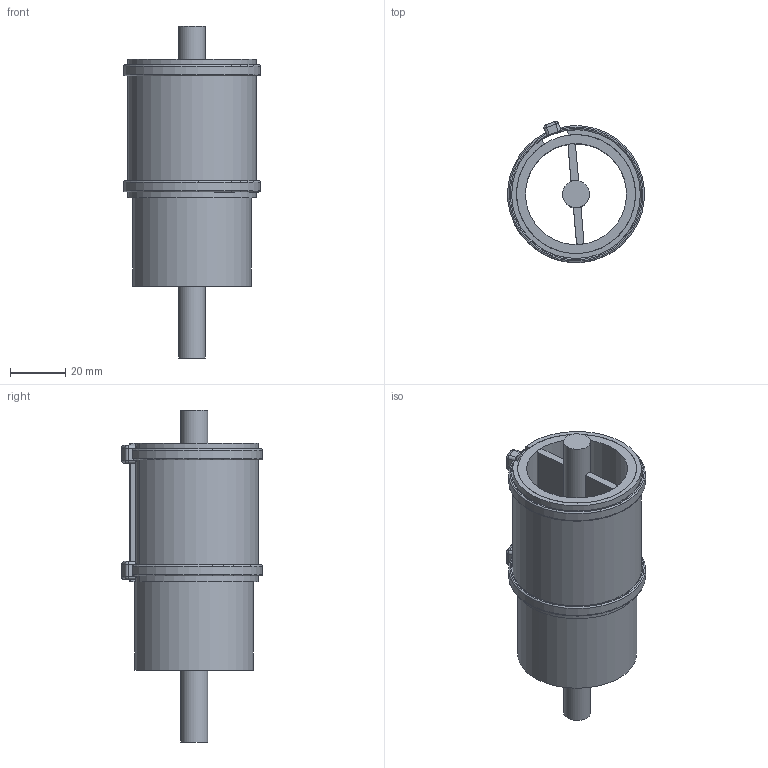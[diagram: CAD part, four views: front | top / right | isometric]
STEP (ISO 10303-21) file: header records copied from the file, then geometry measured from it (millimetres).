
FILE_DESCRIPTION(/* description */ ('CAx-IF Rec.Pracs.---Representation and Presentation of Product Manufacturing Information (PMI)---4.0---2014-10-13','CAx-IF Rec.Pracs.---3D Tessellated Geometry---0.4---2014-09-14','2;1'),/* implementation_level */ '2;1');
FILE_NAME(/* name */ 'A_Chain_Guide_L',/* time_stamp */ '2024-04-10T10:20:16+02:00',/* author */ ('Philippe COLBACH'),/* organization */ ('ETH Zurich'),/* preprocessor_version */ 'ST-DEVELOPER v18.1',/* originating_system */ 'SIEMENS PLM Software NX 1988',/* authorisation */ $);
FILE_SCHEMA (('AP242_MANAGED_MODEL_BASED_3D_ENGINEERING_MIM_LF { 1 0 10303 442 3 1 4 }'));
Length unit declared in the file: millimetre
Products named in the file (6): A_Chain_Guide_L; M_Zip_Tie_Symbolic_Circular; M_Chain_Guide_Sleeve; Stud, Form A, DIN,M10x1_5x120; M_Chain_Guide_Connector_L; M_Chain_Guide_Pipe_L
Assembly tree (7 placements, depth 2):
  A_Chain_Guide_L
    M_Zip_Tie_Symbolic_Circular  x2
    M_Chain_Guide_Sleeve
    Stud, Form A, DIN,M10x1_5x120
    M_Chain_Guide_Connector_L  x2
    M_Chain_Guide_Pipe_L
Bounding box: 49.36 x 50.93 x 120 mm (x, y, z)
Volume: 61562.4 mm3; surface area: 47337.3 mm2
Topology: 7 solids, 7 shells, 103 faces, 239 edges, 138 vertices
Faces by surface type: cylinder 41, plane 38, torus 16, sphere 8
Full cylindrical faces by diameter (mm): 9.732 x1, 36.5 x1, 43 x1, 46.5 x2
Entity records: 2527 total; most frequent: DIRECTION 484, CARTESIAN_POINT 459, ORIENTED_EDGE 244, AXIS2_PLACEMENT_3D 214, EDGE_CURVE 122, VERTEX_POINT 76, EDGE_LOOP 64, FACE_BOUND 64
